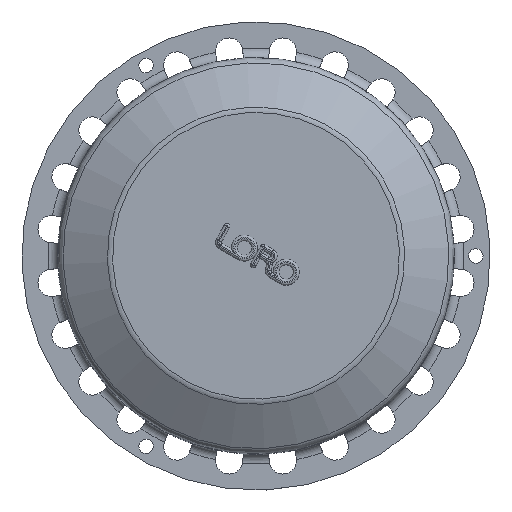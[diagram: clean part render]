
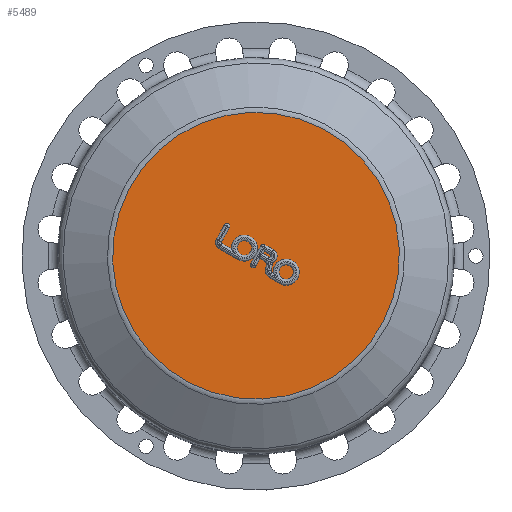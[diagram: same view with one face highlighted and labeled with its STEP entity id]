
A CAD part, top view. The second image highlights one B-rep face of the part: STEP entity #5489.
In plain terms, the highlighted planar face has unit normal (0, 0, 1).
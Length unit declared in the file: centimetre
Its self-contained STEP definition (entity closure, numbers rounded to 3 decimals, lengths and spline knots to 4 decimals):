
#541=PLANE('',#5992);
#783=FACE_OUTER_BOUND('',#1052,.T.);
#1052=EDGE_LOOP('',(#5069));
#1914=CIRCLE('',#5993,79.6049);
#2519=VERTEX_POINT('',#15822);
#3392=EDGE_CURVE('',#2519,#2519,#1914,.T.);
#5069=ORIENTED_EDGE('',*,*,#3392,.T.);
#5489=ADVANCED_FACE('',(#783),#541,.T.);
#5992=AXIS2_PLACEMENT_3D('',#15821,#7277,#7278);
#5993=AXIS2_PLACEMENT_3D('',#15823,#7279,#7280);
#7277=DIRECTION('center_axis',(0.,0.,
1.));
#7278=DIRECTION('ref_axis',(-0.383,0.924,0.));
#7279=DIRECTION('center_axis',(0.,0.,
1.));
#7280=DIRECTION('ref_axis',(-0.924,-0.383,0.));
#15821=CARTESIAN_POINT('Origin',(2558.0639,-162.0558,45.5));
#15822=CARTESIAN_POINT('',(2588.5274,-235.6011,45.5));
#15823=CARTESIAN_POINT('Origin',(2558.0639,-162.0558,45.5));
